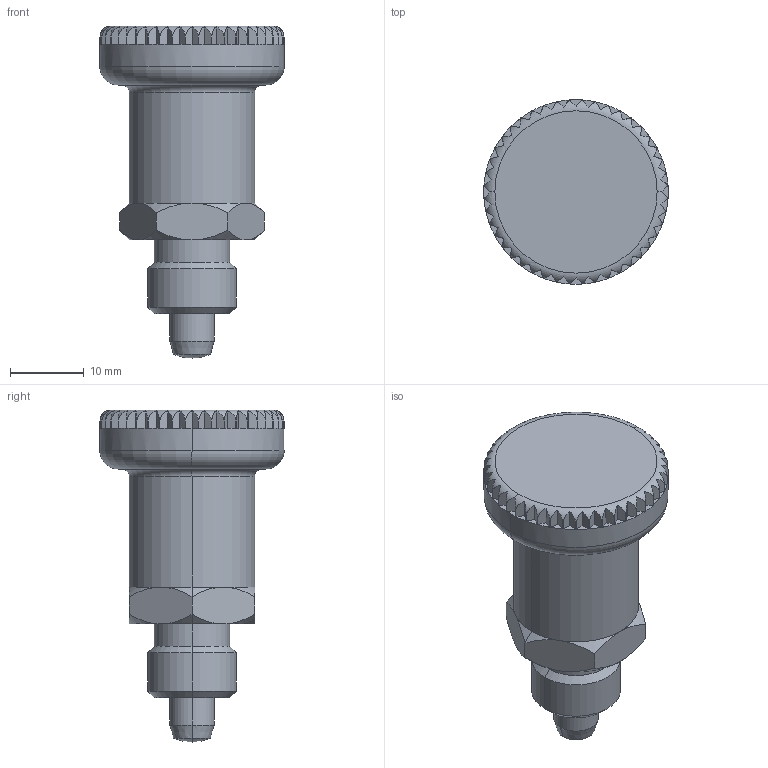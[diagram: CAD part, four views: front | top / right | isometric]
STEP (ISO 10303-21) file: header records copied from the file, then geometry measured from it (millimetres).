
FILE_DESCRIPTION(('STEP AP214'),'1');
FILE_NAME(' ',' ',('TraceParts'),('TraceParts S.A.'),'XStep 1.0',' ',' ');
FILE_SCHEMA(('automotive_design'));
Length unit declared in the file: millimetre
Products named in the file (2): 1; 2
Bounding box: 25 x 25 x 45 mm (x, y, z)
Volume: 9612 mm3; surface area: 4178.7 mm2
Topology: 2 solids, 2 shells, 189 faces, 522 edges, 339 vertices
Faces by surface type: plane 145, cone 22, cylinder 14, torus 6, sphere 2
Entity records: 12978 total; most frequent: CARTESIAN_POINT 2418, STYLED_ITEM 1050, PRESENTATION_STYLE_ASSIGNMENT 1050, COLOUR_RGB 1050, ORIENTED_EDGE 1040, DIRECTION 940, EDGE_CURVE 520, CURVE_STYLE 520
